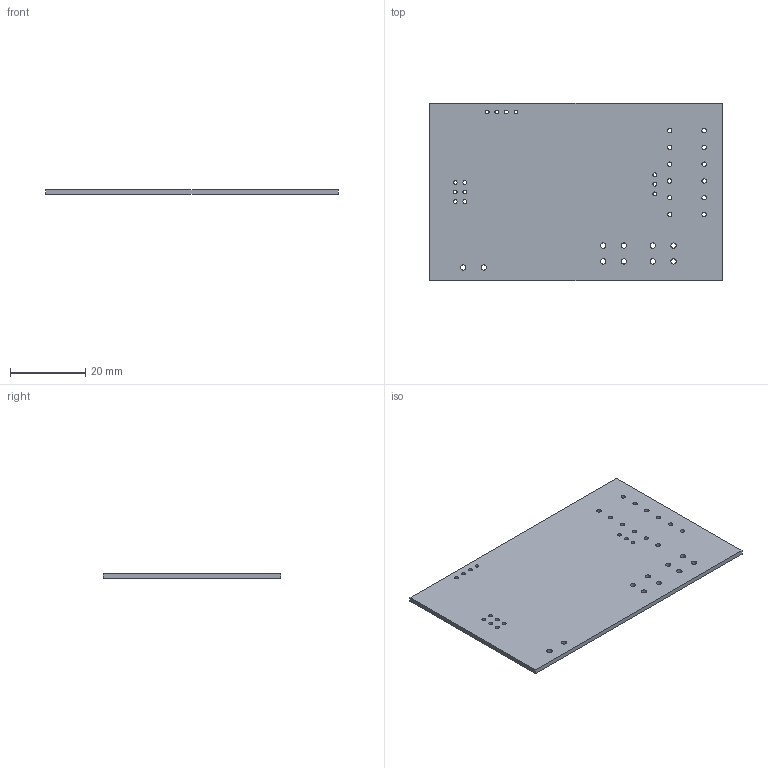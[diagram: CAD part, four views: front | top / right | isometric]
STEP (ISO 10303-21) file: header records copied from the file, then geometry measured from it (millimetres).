
FILE_DESCRIPTION(('KiCad electronic assembly'),'2;1');
FILE_NAME('LV_MASTER_A_SAMPLE.step','2023-05-10T17:36:43',('Pcbnew'),( 'Kicad'),'Open CASCADE STEP processor 7.6','KiCad to STEP converter' ,'Unknown');
FILE_SCHEMA(('AUTOMOTIVE_DESIGN { 1 0 10303 214 1 1 1 1 }'));
Length unit declared in the file: millimetre
Products named in the file (2): LV_MASTER_A_SAMPLE 1; LV_MASTER_A_SAMPLE PCB
Assembly tree (1 placements, depth 2):
  LV_MASTER_A_SAMPLE 1
    LV_MASTER_A_SAMPLE PCB
Bounding box: 77.52 x 46.91 x 1.2 mm (x, y, z)
Volume: 4317.9 mm3; surface area: 7649.9 mm2
Topology: 1 solids, 1 shells, 41 faces, 117 edges, 78 vertices
Faces by surface type: cylinder 35, plane 6
Full cylindrical faces by diameter (mm): 1 x13, 1.17 x12, 1.4 x10
Entity records: 3299 total; most frequent: CARTESIAN_POINT 892, DIRECTION 437, ORIENTED_EDGE 234, PCURVE 234, DEFINITIONAL_REPRESENTATION 234, LINE 211, VECTOR 211, EDGE_CURVE 117
